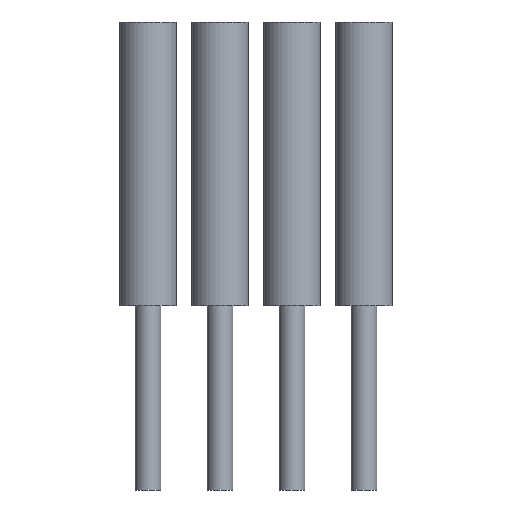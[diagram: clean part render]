
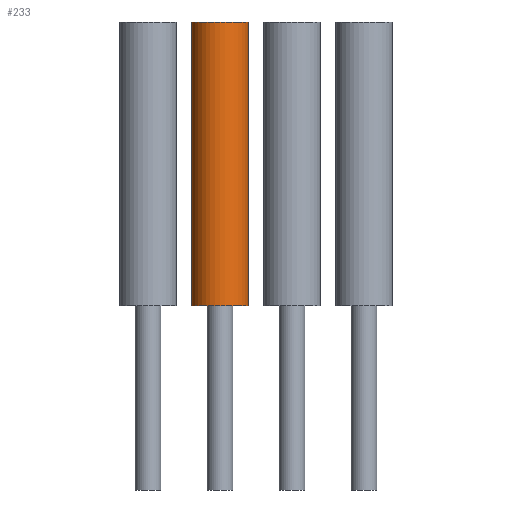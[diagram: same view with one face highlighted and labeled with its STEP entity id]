
A CAD part, left-side view. The second image highlights one B-rep face of the part: STEP entity #233.
In plain terms, the highlighted cylindrical face has radius 0.5 mm (diameter 1 mm), a full revolution.
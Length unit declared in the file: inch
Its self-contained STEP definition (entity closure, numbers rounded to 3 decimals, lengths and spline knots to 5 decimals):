
#33=LINE('',#433,#41);
#41=VECTOR('',#356,0.01969);
#49=CYLINDRICAL_SURFACE('',#286,0.01969);
#65=FACE_OUTER_BOUND('',#89,.T.);
#89=EDGE_LOOP('',(#181,#182,#183,#184));
#109=CIRCLE('',#287,0.01969);
#110=CIRCLE('',#288,0.01969);
#125=VERTEX_POINT('',#430);
#126=VERTEX_POINT('',#432);
#145=EDGE_CURVE('',#125,#125,#109,.T.);
#146=EDGE_CURVE('',#125,#126,#33,.T.);
#147=EDGE_CURVE('',#126,#126,#110,.T.);
#181=ORIENTED_EDGE('',*,*,#145,.F.);
#182=ORIENTED_EDGE('',*,*,#146,.T.);
#183=ORIENTED_EDGE('',*,*,#147,.T.);
#184=ORIENTED_EDGE('',*,*,#146,.F.);
#233=ADVANCED_FACE('',(#65),#49,.T.);
#286=AXIS2_PLACEMENT_3D('',#429,#352,#353);
#287=AXIS2_PLACEMENT_3D('',#431,#354,#355);
#288=AXIS2_PLACEMENT_3D('',#434,#357,#358);
#352=DIRECTION('center_axis',(0.,0.,1.));
#353=DIRECTION('ref_axis',(1.,0.,0.));
#354=DIRECTION('center_axis',(0.,0.,1.));
#355=DIRECTION('ref_axis',(1.,0.,0.));
#356=DIRECTION('',(0.,0.,-1.));
#357=DIRECTION('center_axis',(0.,0.,1.));
#358=DIRECTION('ref_axis',(1.,0.,0.));
#429=CARTESIAN_POINT('Origin',(0.,0.05,0.00984));
#430=CARTESIAN_POINT('',(-0.01969,0.05,0.20669));
#431=CARTESIAN_POINT('Origin',(0.,0.05,0.20669));
#432=CARTESIAN_POINT('',(-0.01969,0.05,0.00984));
#433=CARTESIAN_POINT('',(-0.01969,0.05,0.00984));
#434=CARTESIAN_POINT('Origin',(0.,0.05,0.00984));
